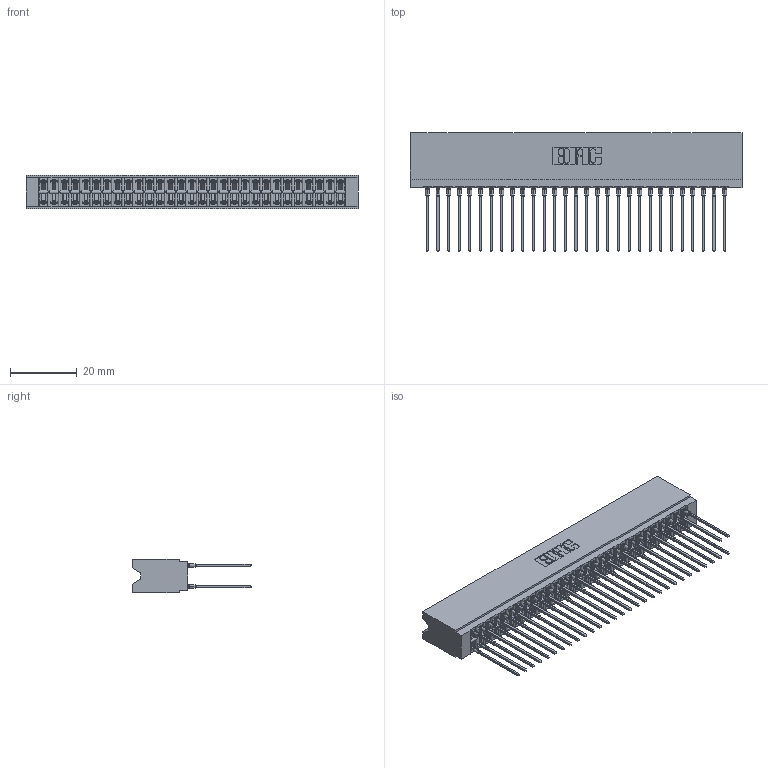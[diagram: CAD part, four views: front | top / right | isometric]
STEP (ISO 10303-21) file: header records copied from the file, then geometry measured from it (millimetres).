
FILE_DESCRIPTION (( 'STEP AP203' ), '1' );
FILE_NAME ('746-058-541-206.STEP', '2026-02-27T20:08:29', ( '' ), ( '' ), 'SwSTEP 2.0', 'SolidWorks 2023', '' );
FILE_SCHEMA (( 'CONFIG_CONTROL_DESIGN' ));
Length unit declared in the file: millimetre
Products named in the file (3): 746 Part_.515 Slot Depth - 06; 746-058-541-206; 746-292-001_541
Assembly tree (59 placements, depth 2):
  746-058-541-206
    746 Part_.515 Slot Depth - 06
    746-292-001_541  x58
Bounding box: 99.31 x 35.42 x 9.91 mm (x, y, z)
Volume: 11020 mm3; surface area: 18948 mm2
Topology: 59 solids, 59 shells, 5289 faces, 14533 edges, 9252 vertices
Faces by surface type: plane 2724, bspline 1160, cylinder 1057, torus 348
Entity records: 46603 total; most frequent: CARTESIAN_POINT 9378, ORIENTED_EDGE 7976, DIRECTION 6682, EDGE_CURVE 3988, VECTOR 3514, LINE 3514, VERTEX_POINT 2640, AXIS2_PLACEMENT_3D 1584
